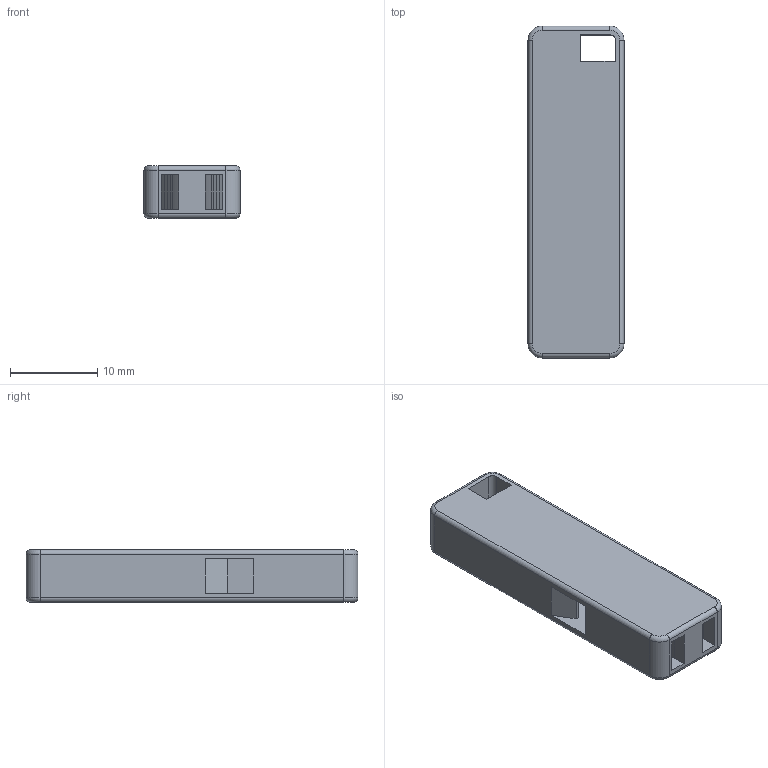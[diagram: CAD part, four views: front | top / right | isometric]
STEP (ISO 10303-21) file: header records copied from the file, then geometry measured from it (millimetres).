
FILE_DESCRIPTION (( 'STEP AP214' ), '1' );
FILE_NAME ('Micro bitonal mod.STEP', '2000-01-01T00:00:01', ( '' ), ( '' ), 'SwSTEP 2.0', 'CAD', '' );
FILE_SCHEMA (( 'AUTOMOTIVE_DESIGN' ));
Length unit declared in the file: millimetre
Products named in the file (1): Micro bitonal mod
Bounding box: 11 x 38.02 x 6 mm (x, y, z)
Volume: 1398 mm3; surface area: 2613.7 mm2
Topology: 1 solids, 2 shells, 99 faces, 269 edges, 174 vertices
Faces by surface type: plane 78, cylinder 13, torus 8
Entity records: 3102 total; most frequent: CARTESIAN_POINT 543, ORIENTED_EDGE 538, DIRECTION 503, EDGE_CURVE 269, LINE 235, VECTOR 235, VERTEX_POINT 174, AXIS2_PLACEMENT_3D 134
